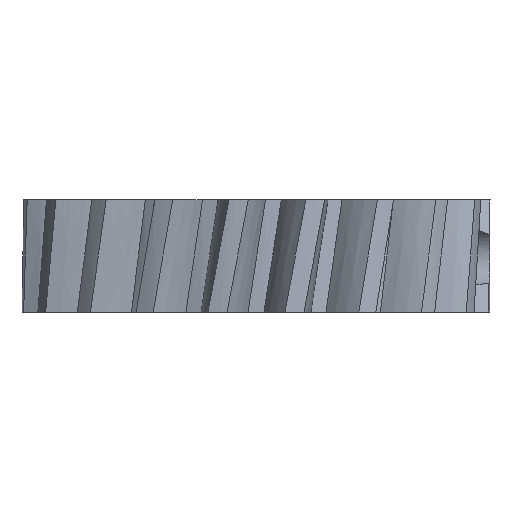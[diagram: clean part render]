
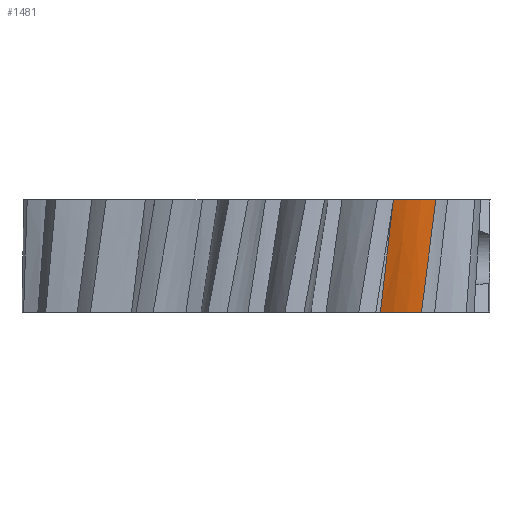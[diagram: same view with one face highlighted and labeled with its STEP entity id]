
A CAD part, front view. The second image highlights one B-rep face of the part: STEP entity #1481.
In plain terms, the highlighted free-form (B-spline) face has degree [3, 3] with [4, 4] control points.
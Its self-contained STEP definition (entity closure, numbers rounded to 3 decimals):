
#62=B_SPLINE_SURFACE_WITH_KNOTS('',3,3,((#3145,#3146,#3147,#3148),(#3149,
#3150,#3151,#3152),(#3153,#3154,#3155,#3156),(#3157,#3158,#3159,#3160)),
 .UNSPECIFIED.,.F.,.F.,.F.,(4,4),(4,4),(0.,0.315),
(0.,0.091),.UNSPECIFIED.);
#181=FACE_OUTER_BOUND('',#271,.T.);
#271=EDGE_LOOP('',(#1171,#1172,#1173,#1174));
#366=B_SPLINE_CURVE_WITH_KNOTS('',3,(#2171,#2172,#2173,#2174),
 .UNSPECIFIED.,.F.,.F.,(4,4),(0.,0.404),.UNSPECIFIED.);
#461=B_SPLINE_CURVE_WITH_KNOTS('',3,(#3141,#3142,#3143,#3144),
 .UNSPECIFIED.,.F.,.F.,(4,4),(0.,0.091),.UNSPECIFIED.);
#462=B_SPLINE_CURVE_WITH_KNOTS('',3,(#3162,#3163,#3164,#3165),
 .UNSPECIFIED.,.F.,.F.,(4,4),(0.,0.315),
 .UNSPECIFIED.);
#463=B_SPLINE_CURVE_WITH_KNOTS('',3,(#3166,#3167,#3168,#3169),
 .UNSPECIFIED.,.F.,.F.,(4,4),(-0.091,0.),
 .UNSPECIFIED.);
#579=VERTEX_POINT('',#2163);
#580=VERTEX_POINT('',#2170);
#649=VERTEX_POINT('',#3136);
#650=VERTEX_POINT('',#3161);
#749=EDGE_CURVE('',#579,#580,#366,.T.);
#854=EDGE_CURVE('',#649,#579,#461,.T.);
#855=EDGE_CURVE('',#650,#649,#462,.T.);
#856=EDGE_CURVE('',#580,#650,#463,.T.);
#1171=ORIENTED_EDGE('',*,*,#749,.F.);
#1172=ORIENTED_EDGE('',*,*,#854,.F.);
#1173=ORIENTED_EDGE('',*,*,#855,.F.);
#1174=ORIENTED_EDGE('',*,*,#856,.F.);
#1481=ADVANCED_FACE('',(#181),#62,.F.);
#2163=CARTESIAN_POINT('',(12.263,-12.051,10.));
#2170=CARTESIAN_POINT('',(16.06,-13.364,10.));
#2171=CARTESIAN_POINT('Ctrl Pts',(12.263,-12.051,10.));
#2172=CARTESIAN_POINT('Ctrl Pts',(13.449,-12.684,10.));
#2173=CARTESIAN_POINT('Ctrl Pts',(14.736,-13.129,10.));
#2174=CARTESIAN_POINT('Ctrl Pts',(16.06,-13.364,10.));
#3136=CARTESIAN_POINT('',(11.112,-13.12,0.));
#3141=CARTESIAN_POINT('Ctrl Pts',(11.112,-13.12,0.));
#3142=CARTESIAN_POINT('Ctrl Pts',(11.512,-12.781,3.333));
#3143=CARTESIAN_POINT('Ctrl Pts',(11.896,-12.424,6.667));
#3144=CARTESIAN_POINT('Ctrl Pts',(12.263,-12.051,10.));
#3145=CARTESIAN_POINT('Ctrl Pts',(14.774,-14.774,0.));
#3146=CARTESIAN_POINT('Ctrl Pts',(15.224,-14.324,3.333));
#3147=CARTESIAN_POINT('Ctrl Pts',(15.653,-13.853,6.667));
#3148=CARTESIAN_POINT('Ctrl Pts',(16.06,-13.364,10.));
#3149=CARTESIAN_POINT('Ctrl Pts',(13.476,-14.419,0.));
#3150=CARTESIAN_POINT('Ctrl Pts',(13.916,-14.008,3.333));
#3151=CARTESIAN_POINT('Ctrl Pts',(14.336,-13.578,6.667));
#3152=CARTESIAN_POINT('Ctrl Pts',(14.736,-13.129,10.));
#3153=CARTESIAN_POINT('Ctrl Pts',(12.236,-13.859,0.));
#3154=CARTESIAN_POINT('Ctrl Pts',(12.658,-13.486,3.333));
#3155=CARTESIAN_POINT('Ctrl Pts',(13.063,-13.094,6.667));
#3156=CARTESIAN_POINT('Ctrl Pts',(13.449,-12.684,10.));
#3157=CARTESIAN_POINT('Ctrl Pts',(11.112,-13.12,0.));
#3158=CARTESIAN_POINT('Ctrl Pts',(11.512,-12.781,3.333));
#3159=CARTESIAN_POINT('Ctrl Pts',(11.896,-12.424,6.667));
#3160=CARTESIAN_POINT('Ctrl Pts',(12.263,-12.051,10.));
#3161=CARTESIAN_POINT('',(14.774,-14.774,0.));
#3162=CARTESIAN_POINT('Ctrl Pts',(14.774,-14.774,0.));
#3163=CARTESIAN_POINT('Ctrl Pts',(13.476,-14.419,0.));
#3164=CARTESIAN_POINT('Ctrl Pts',(12.236,-13.859,0.));
#3165=CARTESIAN_POINT('Ctrl Pts',(11.112,-13.12,0.));
#3166=CARTESIAN_POINT('Ctrl Pts',(16.06,-13.364,10.));
#3167=CARTESIAN_POINT('Ctrl Pts',(15.653,-13.853,6.667));
#3168=CARTESIAN_POINT('Ctrl Pts',(15.224,-14.324,3.333));
#3169=CARTESIAN_POINT('Ctrl Pts',(14.774,-14.774,0.));
